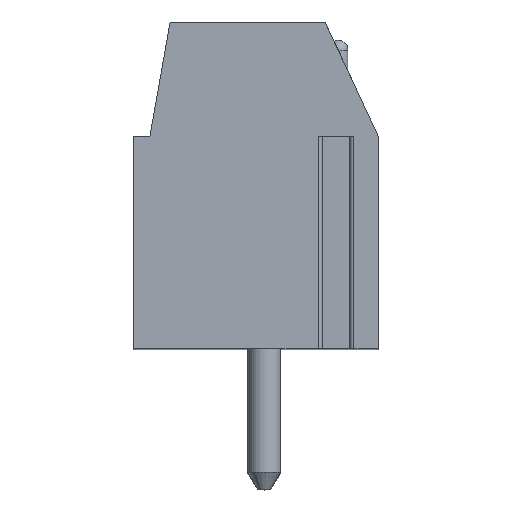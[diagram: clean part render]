
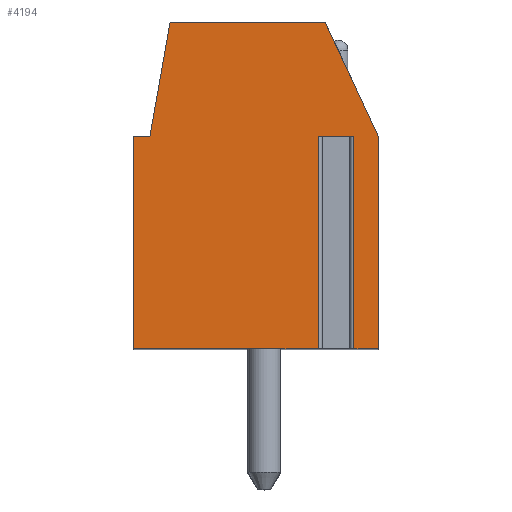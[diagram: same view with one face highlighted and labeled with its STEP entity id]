
A CAD part, top view. The second image highlights one B-rep face of the part: STEP entity #4194.
In plain terms, the highlighted planar face has unit normal (0, 0, 1).
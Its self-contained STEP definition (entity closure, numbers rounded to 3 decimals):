
#13=DIRECTION('',(-1.,0.,0.));
#14=VECTOR('',#13,1.097);
#15=CARTESIAN_POINT('',(2.998,1.5,17.78));
#16=LINE('',#15,#14);
#17=DIRECTION('',(0.,-1.,0.));
#18=VECTOR('',#17,6.5);
#19=CARTESIAN_POINT('',(1.902,1.5,17.78));
#20=LINE('',#19,#18);
#21=DIRECTION('',(1.,0.,0.));
#22=VECTOR('',#21,5.652);
#23=CARTESIAN_POINT('',(-3.75,-5.,17.78));
#24=LINE('',#23,#22);
#25=DIRECTION('',(0.,-1.,0.));
#26=VECTOR('',#25,6.5);
#27=CARTESIAN_POINT('',(-3.75,1.5,17.78));
#28=LINE('',#27,#26);
#29=DIRECTION('',(-1.,0.,0.));
#30=VECTOR('',#29,0.5);
#31=CARTESIAN_POINT('',(-3.25,1.5,17.78));
#32=LINE('',#31,#30);
#33=DIRECTION('',(-0.174,-0.985,0.));
#34=VECTOR('',#33,3.554);
#35=CARTESIAN_POINT('',(-2.633,5.,17.78));
#36=LINE('',#35,#34);
#37=DIRECTION('',(-1.,0.,0.));
#38=VECTOR('',#37,4.751);
#39=CARTESIAN_POINT('',(2.118,5.,17.78));
#40=LINE('',#39,#38);
#41=DIRECTION('',(-0.423,0.906,0.));
#42=VECTOR('',#41,3.862);
#43=CARTESIAN_POINT('',(3.75,1.5,17.78));
#44=LINE('',#43,#42);
#45=DIRECTION('',(0.,1.,0.));
#46=VECTOR('',#45,6.5);
#47=CARTESIAN_POINT('',(3.75,-5.,17.78));
#48=LINE('',#47,#46);
#49=DIRECTION('',(1.,0.,0.));
#50=VECTOR('',#49,0.752);
#51=CARTESIAN_POINT('',(2.998,-5.,17.78));
#52=LINE('',#51,#50);
#53=DIRECTION('',(0.,-1.,0.));
#54=VECTOR('',#53,6.5);
#55=CARTESIAN_POINT('',(2.998,1.5,17.78));
#56=LINE('',#55,#54);
#3329=CARTESIAN_POINT('',(-2.633,5.,17.78));
#3330=CARTESIAN_POINT('',(-3.25,1.5,17.78));
#3331=VERTEX_POINT('',#3329);
#3332=VERTEX_POINT('',#3330);
#3333=CARTESIAN_POINT('',(-3.75,1.5,17.78));
#3334=VERTEX_POINT('',#3333);
#3335=CARTESIAN_POINT('',(-3.75,-5.,17.78));
#3336=VERTEX_POINT('',#3335);
#3337=CARTESIAN_POINT('',(3.75,-5.,17.78));
#3338=CARTESIAN_POINT('',(3.75,1.5,17.78));
#3339=VERTEX_POINT('',#3337);
#3340=VERTEX_POINT('',#3338);
#3341=CARTESIAN_POINT('',(2.118,5.,17.78));
#3342=VERTEX_POINT('',#3341);
#3401=CARTESIAN_POINT('',(2.998,1.5,17.78));
#3402=CARTESIAN_POINT('',(1.902,1.5,17.78));
#3403=VERTEX_POINT('',#3401);
#3404=VERTEX_POINT('',#3402);
#3405=CARTESIAN_POINT('',(1.902,-5.,17.78));
#3406=VERTEX_POINT('',#3405);
#3407=CARTESIAN_POINT('',(2.998,-5.,17.78));
#3408=VERTEX_POINT('',#3407);
#4165=CARTESIAN_POINT('',(0.,0.,17.78));
#4166=DIRECTION('',(0.,0.,1.));
#4167=DIRECTION('',(1.,0.,0.));
#4168=AXIS2_PLACEMENT_3D('',#4165,#4166,#4167);
#4169=PLANE('',#4168);
#4171=ORIENTED_EDGE('',*,*,#4170,.T.);
#4173=ORIENTED_EDGE('',*,*,#4172,.T.);
#4175=ORIENTED_EDGE('',*,*,#4174,.F.);
#4177=ORIENTED_EDGE('',*,*,#4176,.F.);
#4179=ORIENTED_EDGE('',*,*,#4178,.F.);
#4181=ORIENTED_EDGE('',*,*,#4180,.F.);
#4183=ORIENTED_EDGE('',*,*,#4182,.F.);
#4185=ORIENTED_EDGE('',*,*,#4184,.F.);
#4187=ORIENTED_EDGE('',*,*,#4186,.F.);
#4189=ORIENTED_EDGE('',*,*,#4188,.F.);
#4191=ORIENTED_EDGE('',*,*,#4190,.F.);
#4192=EDGE_LOOP('',(#4171,#4173,#4175,#4177,#4179,#4181,#4183,#4185,#4187,#4189,
#4191));
#4193=FACE_OUTER_BOUND('',#4192,.F.);
#4170=EDGE_CURVE('',#3403,#3404,#16,.T.);
#4172=EDGE_CURVE('',#3404,#3406,#20,.T.);
#4174=EDGE_CURVE('',#3336,#3406,#24,.T.);
#4176=EDGE_CURVE('',#3334,#3336,#28,.T.);
#4178=EDGE_CURVE('',#3332,#3334,#32,.T.);
#4180=EDGE_CURVE('',#3331,#3332,#36,.T.);
#4182=EDGE_CURVE('',#3342,#3331,#40,.T.);
#4184=EDGE_CURVE('',#3340,#3342,#44,.T.);
#4186=EDGE_CURVE('',#3339,#3340,#48,.T.);
#4188=EDGE_CURVE('',#3408,#3339,#52,.T.);
#4190=EDGE_CURVE('',#3403,#3408,#56,.T.);
#4194=ADVANCED_FACE('',(#4193),#4169,.T.);
